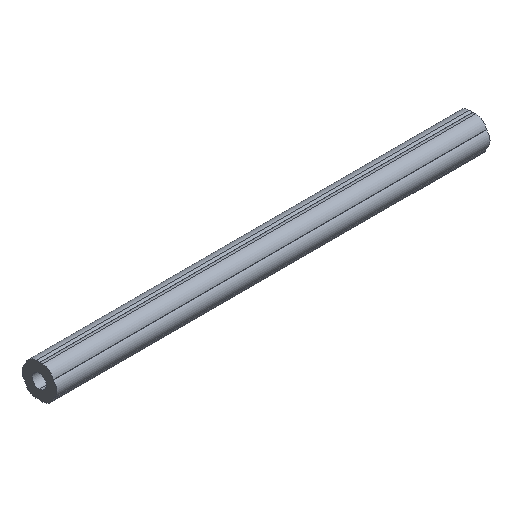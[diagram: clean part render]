
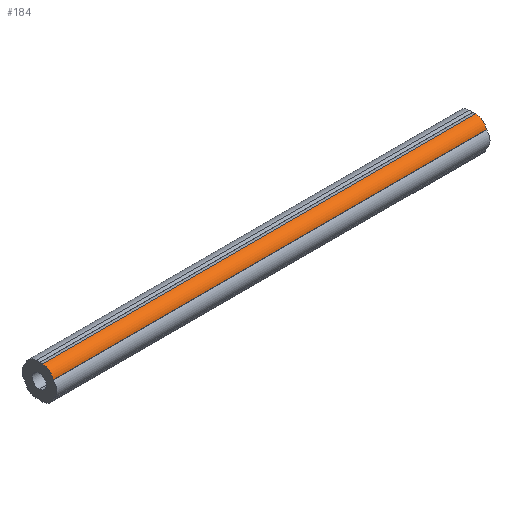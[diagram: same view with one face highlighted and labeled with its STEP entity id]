
A CAD part, isometric view. The second image highlights one B-rep face of the part: STEP entity #184.
In plain terms, the highlighted cylindrical face has radius 12.5 mm (diameter 25 mm), a partial arc.
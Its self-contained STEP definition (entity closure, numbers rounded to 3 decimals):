
#1 = EDGE_LOOP ( 'NONE', ( #542, #561, #649, #577 ) ) ;
#9 = VERTEX_POINT ( 'NONE', #460 ) ;
#18 = VERTEX_POINT ( 'NONE', #456 ) ;
#37 = VERTEX_POINT ( 'NONE', #444 ) ;
#41 = VERTEX_POINT ( 'NONE', #441 ) ;
#107 = AXIS2_PLACEMENT_3D ( 'NONE', #406, #404, #402 ) ;
#108 = FACE_OUTER_BOUND ( 'NONE', #1, .T. ) ;
#124 = AXIS2_PLACEMENT_3D ( 'NONE', #340, #338, #337 ) ;
#127 = CYLINDRICAL_SURFACE ( 'NONE', #124, 12.5 ) ;
#149 = CIRCLE ( 'NONE', #107, 12.5 ) ;
#159 = EDGE_CURVE ( 'NONE', #18, #41, #149, .T. ) ;
#167 = CIRCLE ( 'NONE', #266, 12.5 ) ;
#184 = ADVANCED_FACE ( 'NONE', ( #108 ), #127, .T. ) ;
#242 = VECTOR ( 'NONE', #354, 1000. ) ;
#251 = VECTOR ( 'NONE', #622, 1000. ) ;
#266 = AXIS2_PLACEMENT_3D ( 'NONE', #371, #538, #317 ) ;
#317 = DIRECTION ( 'NONE',  ( 0., 0., -1. ) ) ;
#337 = DIRECTION ( 'NONE',  ( 0., 0., 1. ) ) ;
#338 = DIRECTION ( 'NONE',  ( -1., 0., 0. ) ) ;
#340 = CARTESIAN_POINT ( 'NONE',  ( 250., -3.75, 6.495 ) ) ;
#354 = DIRECTION ( 'NONE',  ( -1., 0., 0. ) ) ;
#368 = CARTESIAN_POINT ( 'NONE',  ( 250., -15.918, 9.357 ) ) ;
#371 = CARTESIAN_POINT ( 'NONE',  ( -250., -3.75, 6.495 ) ) ;
#392 = LINE ( 'NONE', #368, #242 ) ;
#402 = DIRECTION ( 'NONE',  ( 0., 0., -1. ) ) ;
#404 = DIRECTION ( 'NONE',  ( 1., 0., 0. ) ) ;
#406 = CARTESIAN_POINT ( 'NONE',  ( 250., -3.75, 6.495 ) ) ;
#441 = CARTESIAN_POINT ( 'NONE',  ( 250., -15.918, 9.357 ) ) ;
#444 = CARTESIAN_POINT ( 'NONE',  ( -250., -15.918, 9.357 ) ) ;
#456 = CARTESIAN_POINT ( 'NONE',  ( 250., -3.75, 18.995 ) ) ;
#460 = CARTESIAN_POINT ( 'NONE',  ( -250., -3.75, 18.995 ) ) ;
#538 = DIRECTION ( 'NONE',  ( 1., 0., 0. ) ) ;
#542 = ORIENTED_EDGE ( 'NONE', *, *, #159, .F. ) ;
#561 = ORIENTED_EDGE ( 'NONE', *, *, #688, .T. ) ;
#575 = LINE ( 'NONE', #579, #251 ) ;
#577 = ORIENTED_EDGE ( 'NONE', *, *, #689, .F. ) ;
#579 = CARTESIAN_POINT ( 'NONE',  ( 250., -3.75, 18.995 ) ) ;
#622 = DIRECTION ( 'NONE',  ( -1., 0., 0. ) ) ;
#649 = ORIENTED_EDGE ( 'NONE', *, *, #699, .T. ) ;
#688 = EDGE_CURVE ( 'NONE', #18, #9, #575, .T. ) ;
#689 = EDGE_CURVE ( 'NONE', #41, #37, #392, .T. ) ;
#699 = EDGE_CURVE ( 'NONE', #9, #37, #167, .T. ) ;
